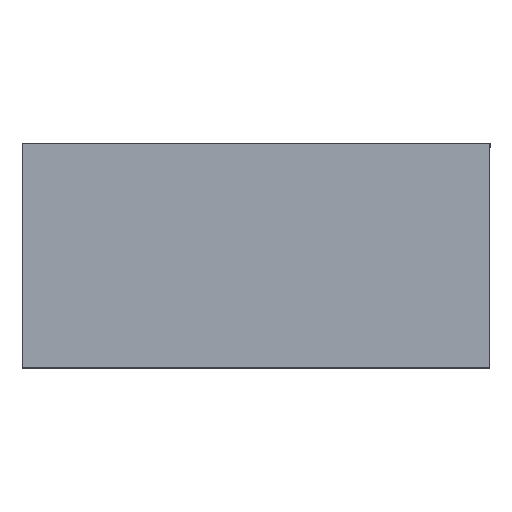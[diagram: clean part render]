
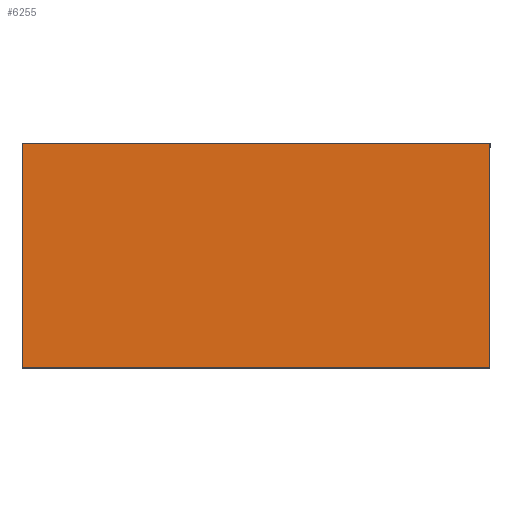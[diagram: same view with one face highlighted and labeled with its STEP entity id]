
A CAD part, top view. The second image highlights one B-rep face of the part: STEP entity #6255.
In plain terms, the highlighted planar face has unit normal (0, 0, 1).
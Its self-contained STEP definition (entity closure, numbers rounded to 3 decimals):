
#83 = FACE_OUTER_BOUND ( 'NONE', #4240, .T. ) ;
#158 = LINE ( 'NONE', #5141, #5049 ) ;
#363 = CARTESIAN_POINT ( 'NONE',  ( 0.625, 0.3, 1. ) ) ;
#424 = DIRECTION ( 'NONE',  ( -1., 0., 0. ) ) ;
#801 = CARTESIAN_POINT ( 'NONE',  ( 0.625, 0.3, 1. ) ) ;
#952 = PLANE ( 'NONE',  #5447 ) ;
#1265 = ORIENTED_EDGE ( 'NONE', *, *, #6170, .F. ) ;
#1354 = VERTEX_POINT ( 'NONE', #2597 ) ;
#1358 = VERTEX_POINT ( 'NONE', #363 ) ;
#1413 = CARTESIAN_POINT ( 'NONE',  ( 0.625, 0.3, 1. ) ) ;
#1502 = DIRECTION ( 'NONE',  ( 0., -1., 0. ) ) ;
#1860 = EDGE_CURVE ( 'NONE', #1358, #2874, #6819, .T. ) ;
#1938 = CARTESIAN_POINT ( 'NONE',  ( 0.625, -0.3, 1. ) ) ;
#2199 = DIRECTION ( 'NONE',  ( 0., 0., -1. ) ) ;
#2597 = CARTESIAN_POINT ( 'NONE',  ( 0.625, -0.3, 1. ) ) ;
#2836 = VECTOR ( 'NONE', #7193, 1000. ) ;
#2874 = VERTEX_POINT ( 'NONE', #3403 ) ;
#3151 = ORIENTED_EDGE ( 'NONE', *, *, #1860, .T. ) ;
#3226 = LINE ( 'NONE', #1938, #6745 ) ;
#3403 = CARTESIAN_POINT ( 'NONE',  ( -0.625, 0.3, 1. ) ) ;
#3910 = CARTESIAN_POINT ( 'NONE',  ( 0.625, 0.3, 1. ) ) ;
#4238 = DIRECTION ( 'NONE',  ( -1., 0., 0. ) ) ;
#4240 = EDGE_LOOP ( 'NONE', ( #5528, #1265, #5784, #3151 ) ) ;
#4958 = EDGE_CURVE ( 'NONE', #1358, #1354, #6141, .T. ) ;
#5049 = VECTOR ( 'NONE', #6913, 1000. ) ;
#5141 = CARTESIAN_POINT ( 'NONE',  ( -0.625, 0.3, 1. ) ) ;
#5447 = AXIS2_PLACEMENT_3D ( 'NONE', #3910, #2199, #424 ) ;
#5528 = ORIENTED_EDGE ( 'NONE', *, *, #6067, .T. ) ;
#5608 = VECTOR ( 'NONE', #1502, 1000. ) ;
#5784 = ORIENTED_EDGE ( 'NONE', *, *, #4958, .F. ) ;
#5948 = VERTEX_POINT ( 'NONE', #6214 ) ;
#6067 = EDGE_CURVE ( 'NONE', #2874, #5948, #158, .T. ) ;
#6141 = LINE ( 'NONE', #801, #5608 ) ;
#6170 = EDGE_CURVE ( 'NONE', #1354, #5948, #3226, .T. ) ;
#6214 = CARTESIAN_POINT ( 'NONE',  ( -0.625, -0.3, 1. ) ) ;
#6255 = ADVANCED_FACE ( 'NONE', ( #83 ), #952, .F. ) ;
#6745 = VECTOR ( 'NONE', #4238, 1000. ) ;
#6819 = LINE ( 'NONE', #1413, #2836 ) ;
#6913 = DIRECTION ( 'NONE',  ( 0., -1., 0. ) ) ;
#7193 = DIRECTION ( 'NONE',  ( -1., 0., 0. ) ) ;
